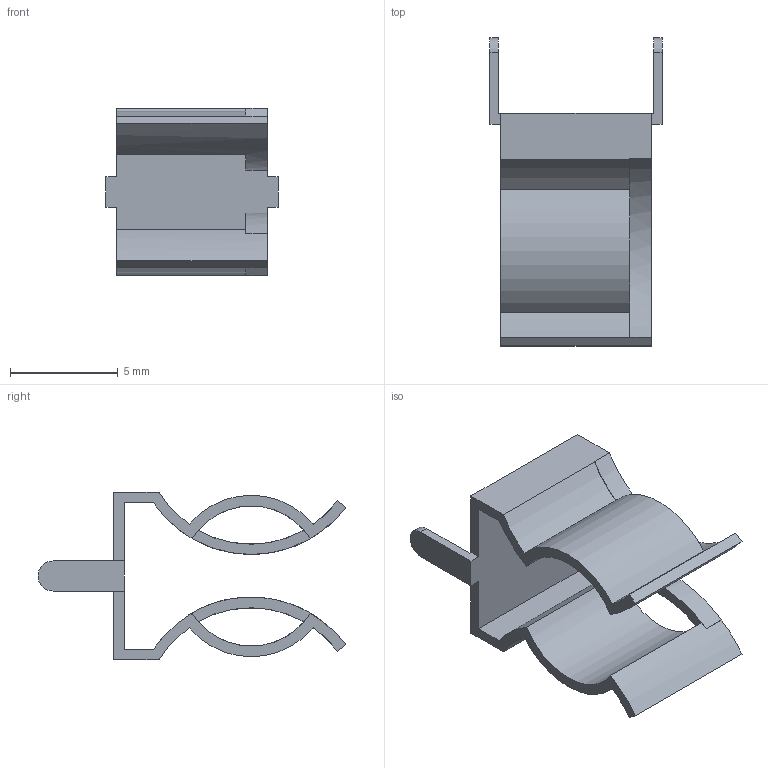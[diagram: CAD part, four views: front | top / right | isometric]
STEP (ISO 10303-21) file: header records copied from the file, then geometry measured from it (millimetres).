
FILE_DESCRIPTION(('STEP AP203'), '1');
FILE_NAME('FC-002S', '', ('UNSPECIFIED'), ('UNSPECIFIED'), 'ASCON STEP Converter 1.3', 'ASCON Math Kernel', '');
FILE_SCHEMA(('CONFIG_CONTROL_DESIGN'));
Length unit declared in the file: millimetre
Bounding box: 8 x 14.3 x 7.8 mm (x, y, z)
Volume: 116.2 mm3; surface area: 526.2 mm2
Topology: 1 solids, 1 shells, 42 faces, 128 edges, 84 vertices
Faces by surface type: plane 26, cylinder 16
Entity records: 1832 total; most frequent: DIRECTION 258, ORIENTED_EDGE 256, CARTESIAN_POINT 255, EDGE_CURVE 128, AXIS2_PLACEMENT_3D 87, VERTEX_POINT 84, LINE 84, VECTOR 84
